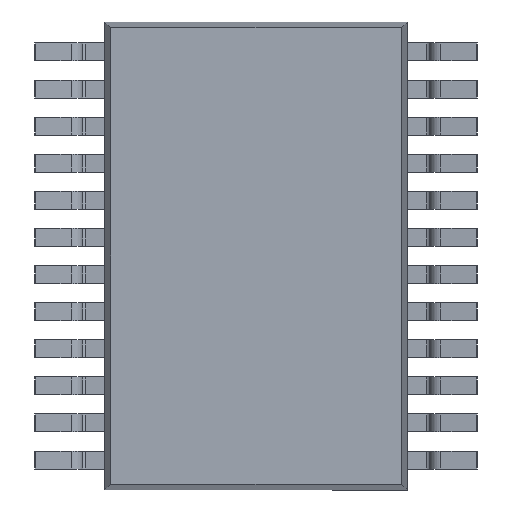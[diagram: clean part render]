
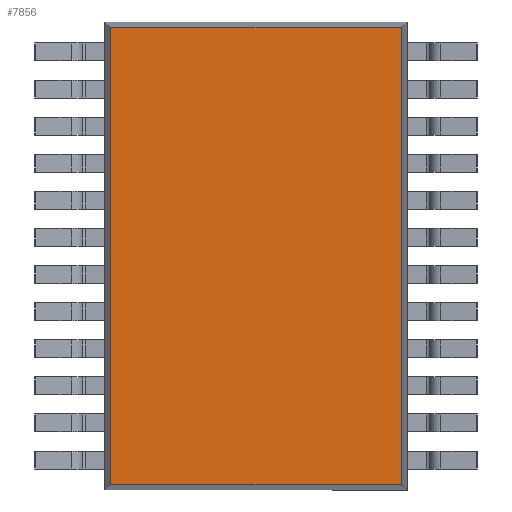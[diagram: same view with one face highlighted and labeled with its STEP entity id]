
A CAD part, front view. The second image highlights one B-rep face of the part: STEP entity #7856.
In plain terms, the highlighted planar face has unit normal (0, -1, 0).
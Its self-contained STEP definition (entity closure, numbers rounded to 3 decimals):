
#5 = ORIENTED_EDGE ( 'NONE', *, *, #3443, .T. ) ;
#60 = VERTEX_POINT ( 'NONE', #2460 ) ;
#403 = DIRECTION ( 'NONE',  ( 0., 0., 1. ) ) ;
#466 = EDGE_CURVE ( 'NONE', #6497, #5708, #5776, .T. ) ;
#839 = PLANE ( 'NONE',  #8231 ) ;
#1695 = CARTESIAN_POINT ( 'NONE',  ( 0., 0.21, 0. ) ) ;
#2224 = VECTOR ( 'NONE', #403, 1000. ) ;
#2460 = CARTESIAN_POINT ( 'NONE',  ( 2.546, 0.21, -3.996 ) ) ;
#2668 = DIRECTION ( 'NONE',  ( 0., 0., -1. ) ) ;
#3151 = FACE_OUTER_BOUND ( 'NONE', #10809, .T. ) ;
#3194 = ORIENTED_EDGE ( 'NONE', *, *, #9379, .T. ) ;
#3443 = EDGE_CURVE ( 'NONE', #9930, #6497, #4775, .T. ) ;
#3772 = VECTOR ( 'NONE', #8265, 1000. ) ;
#4087 = DIRECTION ( 'NONE',  ( 0., 0., -1. ) ) ;
#4124 = DIRECTION ( 'NONE',  ( -1., 0., 0. ) ) ;
#4537 = ORIENTED_EDGE ( 'NONE', *, *, #4777, .T. ) ;
#4775 = LINE ( 'NONE', #9182, #5725 ) ;
#4777 = EDGE_CURVE ( 'NONE', #60, #9930, #9134, .T. ) ;
#5472 = CARTESIAN_POINT ( 'NONE',  ( 2.546, 0.21, -4.1 ) ) ;
#5708 = VERTEX_POINT ( 'NONE', #6247 ) ;
#5725 = VECTOR ( 'NONE', #4124, 1000. ) ;
#5776 = LINE ( 'NONE', #10913, #6298 ) ;
#5832 = CARTESIAN_POINT ( 'NONE',  ( 2.546, 0.21, 3.996 ) ) ;
#6247 = CARTESIAN_POINT ( 'NONE',  ( -2.546, 0.21, -3.996 ) ) ;
#6298 = VECTOR ( 'NONE', #4087, 1000. ) ;
#6497 = VERTEX_POINT ( 'NONE', #7352 ) ;
#6727 = CARTESIAN_POINT ( 'NONE',  ( -2.65, 0.21, -3.996 ) ) ;
#6900 = DIRECTION ( 'NONE',  ( 0., -1., 0. ) ) ;
#7352 = CARTESIAN_POINT ( 'NONE',  ( -2.546, 0.21, 3.996 ) ) ;
#7856 = ADVANCED_FACE ( 'NONE', ( #3151 ), #839, .T. ) ;
#8231 = AXIS2_PLACEMENT_3D ( 'NONE', #1695, #6900, #2668 ) ;
#8265 = DIRECTION ( 'NONE',  ( 1., 0., 0. ) ) ;
#8345 = LINE ( 'NONE', #6727, #3772 ) ;
#8965 = ORIENTED_EDGE ( 'NONE', *, *, #466, .T. ) ;
#9134 = LINE ( 'NONE', #5472, #2224 ) ;
#9182 = CARTESIAN_POINT ( 'NONE',  ( 2.65, 0.21, 3.996 ) ) ;
#9379 = EDGE_CURVE ( 'NONE', #5708, #60, #8345, .T. ) ;
#9930 = VERTEX_POINT ( 'NONE', #5832 ) ;
#10809 = EDGE_LOOP ( 'NONE', ( #8965, #3194, #4537, #5 ) ) ;
#10913 = CARTESIAN_POINT ( 'NONE',  ( -2.546, 0.21, 4.1 ) ) ;
